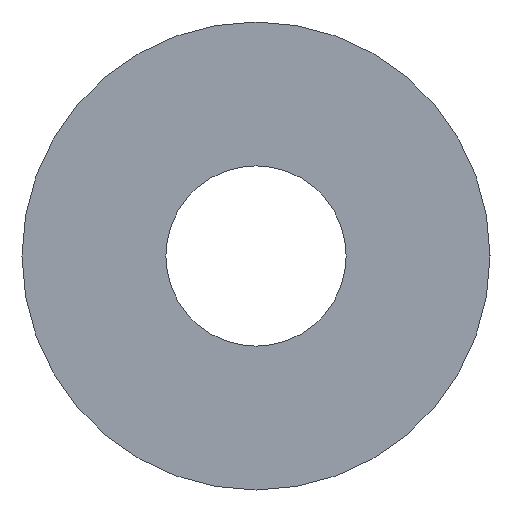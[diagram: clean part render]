
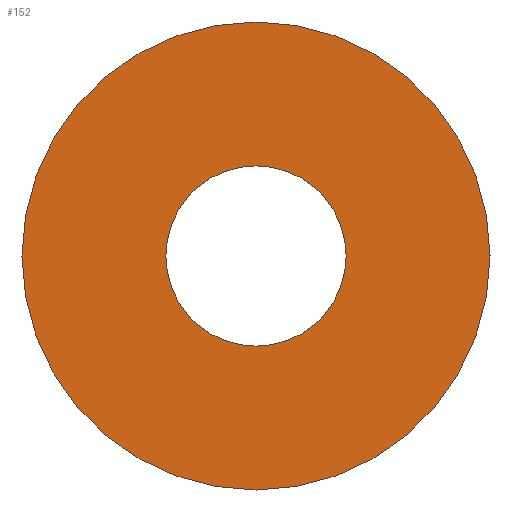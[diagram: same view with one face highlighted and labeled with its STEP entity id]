
A CAD part, left-side view. The second image highlights one B-rep face of the part: STEP entity #152.
In plain terms, the highlighted planar face has unit normal (-1, 0, 0).
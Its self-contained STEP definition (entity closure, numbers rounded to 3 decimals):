
#84 = EDGE_CURVE( '', #110, #164, #198, .T. );
#98 = EDGE_CURVE( '', #120, #158, #216, .T. );
#110 = VERTEX_POINT( '', #228 );
#116 = EDGE_CURVE( '', #164, #110, #234, .T. );
#120 = VERTEX_POINT( '', #238 );
#138 = EDGE_CURVE( '', #158, #120, #258, .T. );
#152 = ADVANCED_FACE( '', ( #272, #273 ), #274, .T. );
#158 = VERTEX_POINT( '', #281 );
#164 = VERTEX_POINT( '', #288 );
#198 = CIRCLE( '', #317, 34. );
#216 = CIRCLE( '', #340, 13.1 );
#228 = CARTESIAN_POINT( '', ( -89., 34., 0. ) );
#234 = CIRCLE( '', #360, 34. );
#238 = CARTESIAN_POINT( '', ( -89., -13.1, 0. ) );
#258 = CIRCLE( '', #395, 13.1 );
#272 = FACE_BOUND( '', #414, .T. );
#273 = FACE_OUTER_BOUND( '', #415, .T. );
#274 = PLANE( '', #416 );
#281 = CARTESIAN_POINT( '', ( -89., 13.1, 0. ) );
#288 = CARTESIAN_POINT( '', ( -89., -34., 0. ) );
#317 = AXIS2_PLACEMENT_3D( '', #456, #457, #458 );
#340 = AXIS2_PLACEMENT_3D( '', #490, #491, #492 );
#360 = AXIS2_PLACEMENT_3D( '', #500, #501, #502 );
#395 = AXIS2_PLACEMENT_3D( '', #529, #530, #531 );
#414 = EDGE_LOOP( '', ( #543, #544 ) );
#415 = EDGE_LOOP( '', ( #545, #546 ) );
#416 = AXIS2_PLACEMENT_3D( '', #547, #548, #549 );
#456 = CARTESIAN_POINT( '', ( -89., 0., 0. ) );
#457 = DIRECTION( '', ( -1., 0., 0. ) );
#458 = DIRECTION( '', ( 0., 1., 0. ) );
#490 = CARTESIAN_POINT( '', ( -89., 0., 0. ) );
#491 = DIRECTION( '', ( -1., 0., 0. ) );
#492 = DIRECTION( '', ( 0., 1., 0. ) );
#500 = CARTESIAN_POINT( '', ( -89., 0., 0. ) );
#501 = DIRECTION( '', ( -1., 0., 0. ) );
#502 = DIRECTION( '', ( 0., 1., 0. ) );
#529 = CARTESIAN_POINT( '', ( -89., 0., 0. ) );
#530 = DIRECTION( '', ( -1., 0., 0. ) );
#531 = DIRECTION( '', ( 0., 1., 0. ) );
#543 = ORIENTED_EDGE( '', *, *, #138, .F. );
#544 = ORIENTED_EDGE( '', *, *, #98, .F. );
#545 = ORIENTED_EDGE( '', *, *, #84, .T. );
#546 = ORIENTED_EDGE( '', *, *, #116, .T. );
#547 = CARTESIAN_POINT( '', ( -89., 23.55, 0. ) );
#548 = DIRECTION( '', ( -1., 0., 0. ) );
#549 = DIRECTION( '', ( 0., 1., 0. ) );
